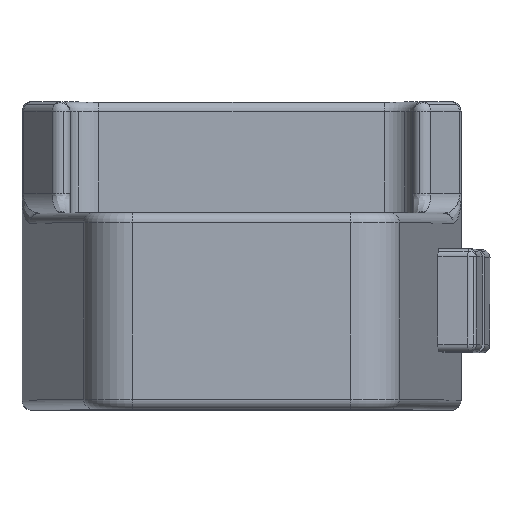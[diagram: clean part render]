
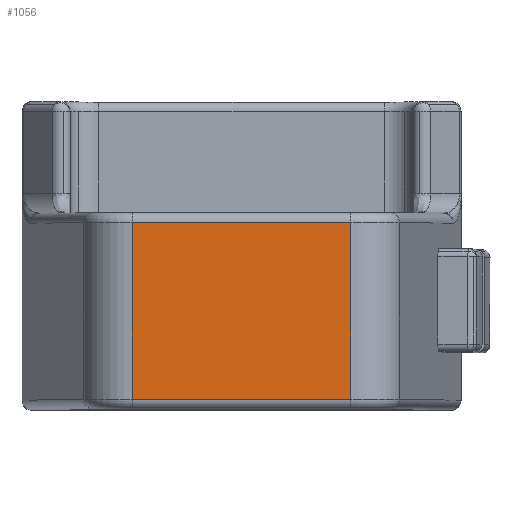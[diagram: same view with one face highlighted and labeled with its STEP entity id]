
A CAD part, top view. The second image highlights one B-rep face of the part: STEP entity #1056.
In plain terms, the highlighted planar face has unit normal (0, 0, 1).
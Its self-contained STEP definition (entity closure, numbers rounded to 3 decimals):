
#229 = ORIENTED_EDGE ( 'NONE', *, *, #1794, .F. ) ;
#471 = DIRECTION ( 'NONE',  ( 1., 0., 0. ) ) ;
#865 = CARTESIAN_POINT ( 'NONE',  ( -11.128, 57.1, 59.4 ) ) ;
#927 = EDGE_CURVE ( 'NONE', #4463, #1001, #1392, .T. ) ;
#1000 = DIRECTION ( 'NONE',  ( 0., -1., 0. ) ) ;
#1001 = VERTEX_POINT ( 'NONE', #6780 ) ;
#1056 = ADVANCED_FACE ( 'NONE', ( #5293 ), #4663, .T. ) ;
#1144 = DIRECTION ( 'NONE',  ( 0., -1., 0. ) ) ;
#1320 = ORIENTED_EDGE ( 'NONE', *, *, #3717, .F. ) ;
#1392 = LINE ( 'NONE', #865, #3262 ) ;
#1749 = VERTEX_POINT ( 'NONE', #6415 ) ;
#1764 = CARTESIAN_POINT ( 'NONE',  ( -11.128, 57.1, 59.4 ) ) ;
#1794 = EDGE_CURVE ( 'NONE', #5636, #1749, #5301, .T. ) ;
#1980 = CARTESIAN_POINT ( 'NONE',  ( -11.128, 57.1, 59.4 ) ) ;
#1994 = VECTOR ( 'NONE', #1144, 1000. ) ;
#2048 = DIRECTION ( 'NONE',  ( 1., 0., 0. ) ) ;
#2411 = EDGE_CURVE ( 'NONE', #1001, #1749, #5217, .T. ) ;
#3014 = VECTOR ( 'NONE', #2048, 1000. ) ;
#3262 = VECTOR ( 'NONE', #1000, 1000. ) ;
#3656 = ORIENTED_EDGE ( 'NONE', *, *, #927, .T. ) ;
#3717 = EDGE_CURVE ( 'NONE', #4463, #5636, #6250, .T. ) ;
#4112 = DIRECTION ( 'NONE',  ( 0., 0., 1. ) ) ;
#4142 = VECTOR ( 'NONE', #471, 1000. ) ;
#4183 = CARTESIAN_POINT ( 'NONE',  ( 11.128, 39.1, 59.4 ) ) ;
#4378 = AXIS2_PLACEMENT_3D ( 'NONE', #4760, #4112, #5713 ) ;
#4399 = ORIENTED_EDGE ( 'NONE', *, *, #2411, .T. ) ;
#4463 = VERTEX_POINT ( 'NONE', #1764 ) ;
#4663 = PLANE ( 'NONE',  #4378 ) ;
#4760 = CARTESIAN_POINT ( 'NONE',  ( 0., 58.1, 59.4 ) ) ;
#5073 = EDGE_LOOP ( 'NONE', ( #4399, #229, #1320, #3656 ) ) ;
#5217 = LINE ( 'NONE', #4183, #4142 ) ;
#5293 = FACE_OUTER_BOUND ( 'NONE', #5073, .T. ) ;
#5301 = LINE ( 'NONE', #5332, #1994 ) ;
#5332 = CARTESIAN_POINT ( 'NONE',  ( 11.128, 57.1, 59.4 ) ) ;
#5636 = VERTEX_POINT ( 'NONE', #5834 ) ;
#5713 = DIRECTION ( 'NONE',  ( 1., 0., 0. ) ) ;
#5834 = CARTESIAN_POINT ( 'NONE',  ( 11.128, 57.1, 59.4 ) ) ;
#6250 = LINE ( 'NONE', #1980, #3014 ) ;
#6415 = CARTESIAN_POINT ( 'NONE',  ( 11.128, 39.1, 59.4 ) ) ;
#6780 = CARTESIAN_POINT ( 'NONE',  ( -11.128, 39.1, 59.4 ) ) ;
